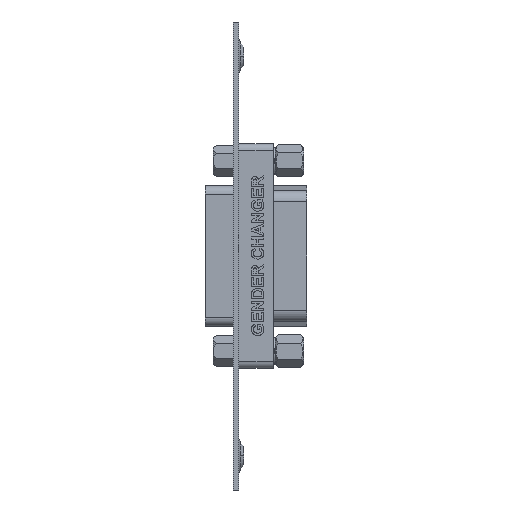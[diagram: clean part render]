
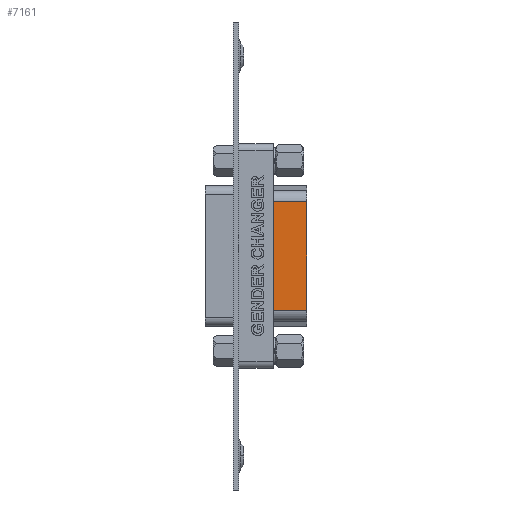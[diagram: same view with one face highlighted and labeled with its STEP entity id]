
A CAD part, left-side view. The second image highlights one B-rep face of the part: STEP entity #7161.
In plain terms, the highlighted face is planar.
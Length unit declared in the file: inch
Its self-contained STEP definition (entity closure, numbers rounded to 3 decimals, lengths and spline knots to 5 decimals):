
#408 = DIRECTION ( 'NONE',  ( 0., 0., -1. ) ) ;
#584 = DIRECTION ( 'NONE',  ( 1., 0., 0. ) ) ;
#846 = LINE ( 'NONE', #33439, #7332 ) ;
#1783 = VECTOR ( 'NONE', #408, 39.37008 ) ;
#2102 = LINE ( 'NONE', #28136, #31190 ) ;
#3286 = EDGE_CURVE ( 'NONE', #5481, #10793, #3690, .T. ) ;
#3690 = LINE ( 'NONE', #26241, #13933 ) ;
#4153 = DIRECTION ( 'NONE',  ( -1., 0., 0. ) ) ;
#4965 = DIRECTION ( 'NONE',  ( 0., 0., 1. ) ) ;
#5481 = VERTEX_POINT ( 'NONE', #18305 ) ;
#5988 = CARTESIAN_POINT ( 'NONE',  ( -0.37545, -0.1555, 0.2515 ) ) ;
#7161 = ADVANCED_FACE ( 'NONE', ( #31876 ), #29120, .F. ) ;
#7332 = VECTOR ( 'NONE', #584, 39.37008 ) ;
#10297 = ORIENTED_EDGE ( 'NONE', *, *, #29910, .F. ) ;
#10553 = ORIENTED_EDGE ( 'NONE', *, *, #32881, .T. ) ;
#10793 = VERTEX_POINT ( 'NONE', #21129 ) ;
#11064 = AXIS2_PLACEMENT_3D ( 'NONE', #18571, #21331, #4965 ) ;
#13933 = VECTOR ( 'NONE', #4153, 39.37008 ) ;
#14832 = VERTEX_POINT ( 'NONE', #17490 ) ;
#17490 = CARTESIAN_POINT ( 'NONE',  ( 0.37545, -0.1555, 0.2515 ) ) ;
#17779 = VERTEX_POINT ( 'NONE', #29462 ) ;
#18305 = CARTESIAN_POINT ( 'NONE',  ( 0.37545, -0.1555, 0.019 ) ) ;
#18454 = ORIENTED_EDGE ( 'NONE', *, *, #29317, .F. ) ;
#18571 = CARTESIAN_POINT ( 'NONE',  ( 0.37545, -0.1555, 0.2515 ) ) ;
#19980 = ORIENTED_EDGE ( 'NONE', *, *, #3286, .F. ) ;
#21129 = CARTESIAN_POINT ( 'NONE',  ( -0.37545, -0.1555, 0.019 ) ) ;
#21331 = DIRECTION ( 'NONE',  ( 0., 1., 0. ) ) ;
#22617 = DIRECTION ( 'NONE',  ( 0., 0., -1. ) ) ;
#22742 = LINE ( 'NONE', #5988, #1783 ) ;
#26241 = CARTESIAN_POINT ( 'NONE',  ( 0.37545, -0.1555, 0.019 ) ) ;
#28136 = CARTESIAN_POINT ( 'NONE',  ( 0.37545, -0.1555, 0.2515 ) ) ;
#29120 = PLANE ( 'NONE',  #11064 ) ;
#29317 = EDGE_CURVE ( 'NONE', #17779, #14832, #846, .T. ) ;
#29460 = EDGE_LOOP ( 'NONE', ( #19980, #10297, #18454, #10553 ) ) ;
#29462 = CARTESIAN_POINT ( 'NONE',  ( -0.37545, -0.1555, 0.2515 ) ) ;
#29910 = EDGE_CURVE ( 'NONE', #14832, #5481, #2102, .T. ) ;
#31190 = VECTOR ( 'NONE', #22617, 39.37008 ) ;
#31876 = FACE_OUTER_BOUND ( 'NONE', #29460, .T. ) ;
#32881 = EDGE_CURVE ( 'NONE', #17779, #10793, #22742, .T. ) ;
#33439 = CARTESIAN_POINT ( 'NONE',  ( 0.37545, -0.1555, 0.2515 ) ) ;
